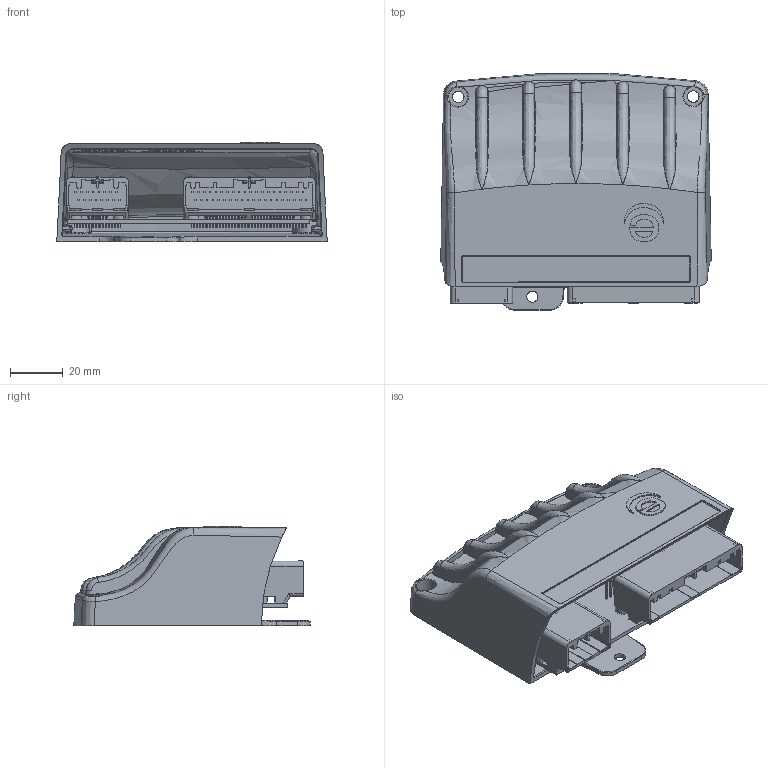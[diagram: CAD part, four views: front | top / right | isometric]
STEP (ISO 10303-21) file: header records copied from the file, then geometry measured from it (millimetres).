
FILE_DESCRIPTION((''),'2;1');
FILE_NAME('lithiumate hd assembly.stp','2015-08-21T18:04:13',('Steve'),(''),'Autodesk Inventor 2012','Autodesk Inventor 2012','');
FILE_SCHEMA(('AUTOMOTIVE_DESIGN { 1 0 10303 214 1 1 1 1 }'));
Length unit declared in the file: inch
Products named in the file (5): lithiumate hd assembly; pcb; K3D-MX34040NF2-V2_JAE_Proprietary; K3D-MX34016NF1-V3_JAE_Proprietary; CASE
Assembly tree (4 placements, depth 2):
  lithiumate hd assembly
    pcb
    K3D-MX34040NF2-V2_JAE_Proprietary
    K3D-MX34016NF1-V3_JAE_Proprietary
    CASE
Bounding box: 102.28 x 89.39 x 37.66 mm (x, y, z)
Volume: 65215.3 mm3; surface area: 66328.6 mm2
Topology: 4 solids, 4 shells, 1612 faces, 4313 edges, 2804 vertices
Faces by surface type: plane 1243, cylinder 202, bspline 146, sphere 12, cone 8, torus 1
Full cylindrical faces by diameter (mm): 2.35 x4, 7.366 x2
Entity records: 60568 total; most frequent: CARTESIAN_POINT 20913, ORIENTED_EDGE 8524, DIRECTION 7533, EDGE_CURVE 4262, VECTOR 3485, LINE 3485, VERTEX_POINT 2790, AXIS2_PLACEMENT_3D 2024
